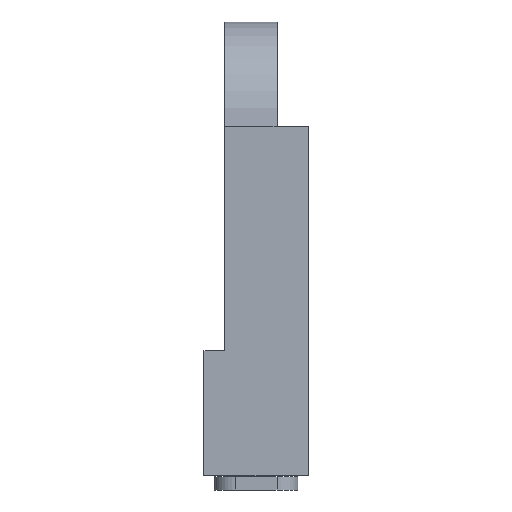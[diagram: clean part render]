
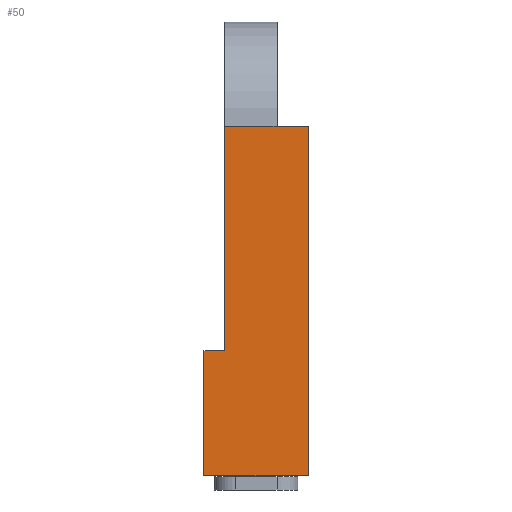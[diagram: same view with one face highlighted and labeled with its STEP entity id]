
A CAD part, left-side view. The second image highlights one B-rep face of the part: STEP entity #50.
In plain terms, the highlighted planar face has unit normal (-1, 0, 0).
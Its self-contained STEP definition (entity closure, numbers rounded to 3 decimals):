
#50 = ADVANCED_FACE ( 'NONE', ( #1695 ), #267, .F. ) ;
#96 = DIRECTION ( 'NONE',  ( 0., -1., 0. ) ) ;
#201 = AXIS2_PLACEMENT_3D ( 'NONE', #1853, #418, #736 ) ;
#211 = CARTESIAN_POINT ( 'NONE',  ( -27., 10., 23.5 ) ) ;
#262 = ORIENTED_EDGE ( 'NONE', *, *, #1782, .F. ) ;
#267 = PLANE ( 'NONE',  #201 ) ;
#321 = ORIENTED_EDGE ( 'NONE', *, *, #851, .F. ) ;
#350 = ORIENTED_EDGE ( 'NONE', *, *, #839, .F. ) ;
#368 = CARTESIAN_POINT ( 'NONE',  ( -27., 14., -19.5 ) ) ;
#379 = VERTEX_POINT ( 'NONE', #1525 ) ;
#390 = ORIENTED_EDGE ( 'NONE', *, *, #1184, .T. ) ;
#418 = DIRECTION ( 'NONE',  ( 1., 0., 0. ) ) ;
#442 = CARTESIAN_POINT ( 'NONE',  ( -27., -5.945, -43.5 ) ) ;
#495 = VECTOR ( 'NONE', #1788, 1000. ) ;
#510 = CARTESIAN_POINT ( 'NONE',  ( -27., 14., 0. ) ) ;
#536 = DIRECTION ( 'NONE',  ( 0., 0., -1. ) ) ;
#558 = LINE ( 'NONE', #850, #641 ) ;
#571 = VECTOR ( 'NONE', #1475, 1000. ) ;
#619 = ORIENTED_EDGE ( 'NONE', *, *, #1417, .T. ) ;
#639 = EDGE_LOOP ( 'NONE', ( #390, #350, #619, #1494, #321, #1944, #262 ) ) ;
#641 = VECTOR ( 'NONE', #536, 1000. ) ;
#736 = DIRECTION ( 'NONE',  ( 0., 0., -1. ) ) ;
#786 = VERTEX_POINT ( 'NONE', #1219 ) ;
#839 = EDGE_CURVE ( 'NONE', #786, #904, #558, .T. ) ;
#850 = CARTESIAN_POINT ( 'NONE',  ( -27., -5.945, 23.5 ) ) ;
#851 = EDGE_CURVE ( 'NONE', #379, #922, #1835, .T. ) ;
#894 = CARTESIAN_POINT ( 'NONE',  ( -27., 10., -43.5 ) ) ;
#904 = VERTEX_POINT ( 'NONE', #442 ) ;
#922 = VERTEX_POINT ( 'NONE', #1888 ) ;
#1084 = VERTEX_POINT ( 'NONE', #1911 ) ;
#1099 = EDGE_CURVE ( 'NONE', #1512, #922, #1941, .T. ) ;
#1171 = DIRECTION ( 'NONE',  ( 0., 0., 1. ) ) ;
#1184 = EDGE_CURVE ( 'NONE', #1084, #904, #1214, .T. ) ;
#1206 = LINE ( 'NONE', #368, #495 ) ;
#1214 = LINE ( 'NONE', #1815, #2032 ) ;
#1219 = CARTESIAN_POINT ( 'NONE',  ( -27., -5.945, 23.5 ) ) ;
#1313 = LINE ( 'NONE', #510, #1860 ) ;
#1353 = CARTESIAN_POINT ( 'NONE',  ( -27., 0., 23.5 ) ) ;
#1409 = CARTESIAN_POINT ( 'NONE',  ( -27., 0., 23.5 ) ) ;
#1417 = EDGE_CURVE ( 'NONE', #786, #1512, #1809, .T. ) ;
#1443 = EDGE_CURVE ( 'NONE', #1587, #379, #1206, .T. ) ;
#1475 = DIRECTION ( 'NONE',  ( 0., 1., 0. ) ) ;
#1478 = DIRECTION ( 'NONE',  ( 0., 1., 0. ) ) ;
#1481 = DIRECTION ( 'NONE',  ( 0., 0., 1. ) ) ;
#1494 = ORIENTED_EDGE ( 'NONE', *, *, #1099, .T. ) ;
#1512 = VERTEX_POINT ( 'NONE', #1409 ) ;
#1525 = CARTESIAN_POINT ( 'NONE',  ( -27., 10., -19.5 ) ) ;
#1587 = VERTEX_POINT ( 'NONE', #1885 ) ;
#1695 = FACE_OUTER_BOUND ( 'NONE', #639, .T. ) ;
#1782 = EDGE_CURVE ( 'NONE', #1084, #1587, #1313, .T. ) ;
#1788 = DIRECTION ( 'NONE',  ( 0., -1., 0. ) ) ;
#1797 = VECTOR ( 'NONE', #1481, 1000. ) ;
#1809 = LINE ( 'NONE', #1353, #2029 ) ;
#1815 = CARTESIAN_POINT ( 'NONE',  ( -27., 10., -43.5 ) ) ;
#1835 = LINE ( 'NONE', #894, #1797 ) ;
#1853 = CARTESIAN_POINT ( 'NONE',  ( -27., 10., -43.5 ) ) ;
#1860 = VECTOR ( 'NONE', #1171, 1000. ) ;
#1885 = CARTESIAN_POINT ( 'NONE',  ( -27., 14., -19.5 ) ) ;
#1888 = CARTESIAN_POINT ( 'NONE',  ( -27., 10., 23.5 ) ) ;
#1911 = CARTESIAN_POINT ( 'NONE',  ( -27., 14., -43.5 ) ) ;
#1941 = LINE ( 'NONE', #211, #571 ) ;
#1944 = ORIENTED_EDGE ( 'NONE', *, *, #1443, .F. ) ;
#2029 = VECTOR ( 'NONE', #1478, 1000. ) ;
#2032 = VECTOR ( 'NONE', #96, 1000. ) ;
